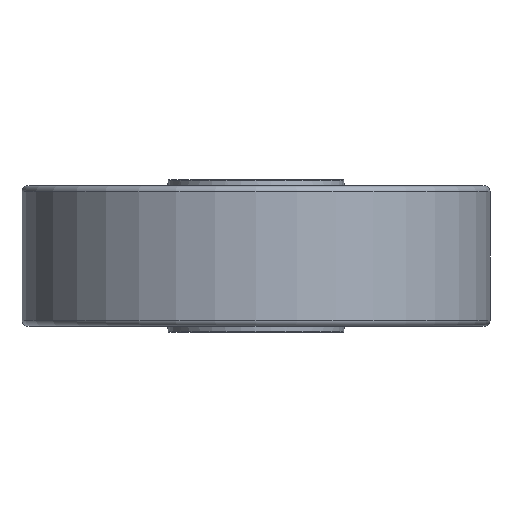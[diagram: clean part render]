
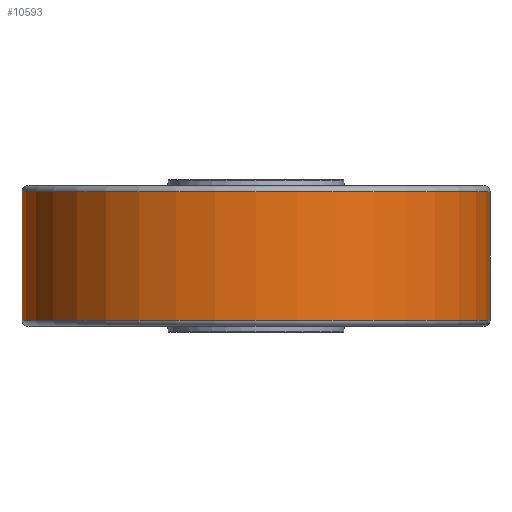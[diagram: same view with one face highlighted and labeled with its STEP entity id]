
A CAD part, front view. The second image highlights one B-rep face of the part: STEP entity #10593.
In plain terms, the highlighted cylindrical face has radius 100 mm (diameter 200 mm), a partial arc.
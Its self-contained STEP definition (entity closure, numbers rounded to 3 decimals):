
#201 = LINE ( 'NONE', #8273, #8551 ) ;
#584 = EDGE_LOOP ( 'NONE', ( #3356, #11194, #5400, #2006 ) ) ;
#1524 = DIRECTION ( 'NONE',  ( -1., 0., 0. ) ) ;
#2006 = ORIENTED_EDGE ( 'NONE', *, *, #6953, .T. ) ;
#2180 = VERTEX_POINT ( 'NONE', #5890 ) ;
#3014 = CYLINDRICAL_SURFACE ( 'NONE', #13094, 100. ) ;
#3356 = ORIENTED_EDGE ( 'NONE', *, *, #16048, .F. ) ;
#3937 = DIRECTION ( 'NONE',  ( 0., 0., -1. ) ) ;
#5400 = ORIENTED_EDGE ( 'NONE', *, *, #9113, .T. ) ;
#5890 = CARTESIAN_POINT ( 'NONE',  ( -100., 0., 27.5 ) ) ;
#6063 = VERTEX_POINT ( 'NONE', #9293 ) ;
#6953 = EDGE_CURVE ( 'NONE', #6063, #10512, #7476, .T. ) ;
#7476 = CIRCLE ( 'NONE', #18731, 100. ) ;
#7582 = VERTEX_POINT ( 'NONE', #18592 ) ;
#8273 = CARTESIAN_POINT ( 'NONE',  ( -100., 0., 0. ) ) ;
#8551 = VECTOR ( 'NONE', #15629, 1000. ) ;
#9113 = EDGE_CURVE ( 'NONE', #2180, #6063, #201, .T. ) ;
#9293 = CARTESIAN_POINT ( 'NONE',  ( -100., 0., -27.5 ) ) ;
#9322 = CIRCLE ( 'NONE', #19638, 100. ) ;
#10245 = CARTESIAN_POINT ( 'NONE',  ( 100., 0., -27.5 ) ) ;
#10302 = LINE ( 'NONE', #16042, #13082 ) ;
#10512 = VERTEX_POINT ( 'NONE', #10245 ) ;
#10593 = ADVANCED_FACE ( 'NONE', ( #10745 ), #3014, .T. ) ;
#10745 = FACE_OUTER_BOUND ( 'NONE', #584, .T. ) ;
#11194 = ORIENTED_EDGE ( 'NONE', *, *, #18191, .T. ) ;
#12345 = CARTESIAN_POINT ( 'NONE',  ( 0., 0., 0. ) ) ;
#13082 = VECTOR ( 'NONE', #16459, 1000. ) ;
#13094 = AXIS2_PLACEMENT_3D ( 'NONE', #12345, #15368, #1524 ) ;
#13460 = DIRECTION ( 'NONE',  ( 0., 0., 1. ) ) ;
#14938 = DIRECTION ( 'NONE',  ( -1., 0., 0. ) ) ;
#15368 = DIRECTION ( 'NONE',  ( 0., 0., -1. ) ) ;
#15629 = DIRECTION ( 'NONE',  ( 0., 0., -1. ) ) ;
#16042 = CARTESIAN_POINT ( 'NONE',  ( 100., 0., 0. ) ) ;
#16048 = EDGE_CURVE ( 'NONE', #7582, #10512, #10302, .T. ) ;
#16459 = DIRECTION ( 'NONE',  ( 0., 0., -1. ) ) ;
#17597 = CARTESIAN_POINT ( 'NONE',  ( 0., 0., 27.5 ) ) ;
#18191 = EDGE_CURVE ( 'NONE', #7582, #2180, #9322, .T. ) ;
#18592 = CARTESIAN_POINT ( 'NONE',  ( 100., 0., 27.5 ) ) ;
#18731 = AXIS2_PLACEMENT_3D ( 'NONE', #19483, #13460, #14938 ) ;
#19483 = CARTESIAN_POINT ( 'NONE',  ( 0., 0., -27.5 ) ) ;
#19498 = DIRECTION ( 'NONE',  ( 1., 0., 0. ) ) ;
#19638 = AXIS2_PLACEMENT_3D ( 'NONE', #17597, #3937, #19498 ) ;
